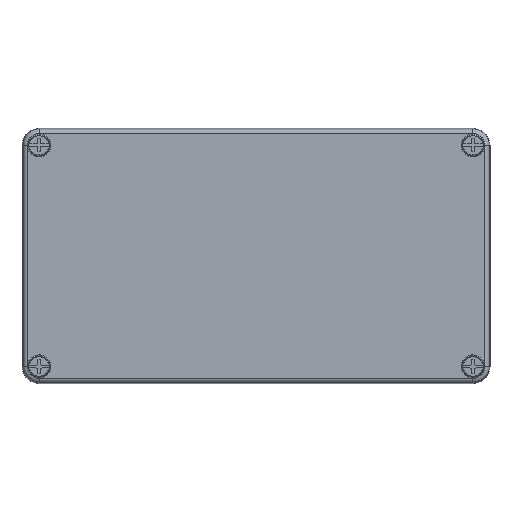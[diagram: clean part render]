
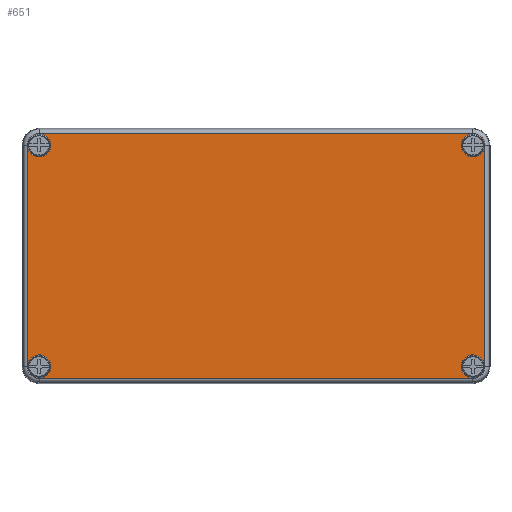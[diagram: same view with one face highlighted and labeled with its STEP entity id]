
A CAD part, top view. The second image highlights one B-rep face of the part: STEP entity #651.
In plain terms, the highlighted planar face has unit normal (0, 0, 1).
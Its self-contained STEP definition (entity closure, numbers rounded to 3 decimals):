
#651 = ADVANCED_FACE( '', ( #1500, #1501, #1502, #1503, #1504 ), #1505, .T. );
#1500 = FACE_BOUND( '', #2485, .T. );
#1501 = FACE_BOUND( '', #2486, .T. );
#1502 = FACE_BOUND( '', #2487, .T. );
#1503 = FACE_BOUND( '', #2488, .T. );
#1504 = FACE_OUTER_BOUND( '', #2489, .T. );
#1505 = PLANE( '', #2490 );
#2485 = EDGE_LOOP( '', ( #5367, #5368 ) );
#2486 = EDGE_LOOP( '', ( #5369, #5370 ) );
#2487 = EDGE_LOOP( '', ( #5371, #5372 ) );
#2488 = EDGE_LOOP( '', ( #5373, #5374 ) );
#2489 = EDGE_LOOP( '', ( #5375, #5376, #5377, #5378, #5379, #5380, #5381, #5382 ) );
#2490 = AXIS2_PLACEMENT_3D( '', #5383, #5384, #5385 );
#5367 = ORIENTED_EDGE( '', *, *, #7167, .T. );
#5368 = ORIENTED_EDGE( '', *, *, #6904, .T. );
#5369 = ORIENTED_EDGE( '', *, *, #7173, .T. );
#5370 = ORIENTED_EDGE( '', *, *, #6889, .T. );
#5371 = ORIENTED_EDGE( '', *, *, #7179, .T. );
#5372 = ORIENTED_EDGE( '', *, *, #6874, .T. );
#5373 = ORIENTED_EDGE( '', *, *, #7185, .T. );
#5374 = ORIENTED_EDGE( '', *, *, #6859, .T. );
#5375 = ORIENTED_EDGE( '', *, *, #7226, .T. );
#5376 = ORIENTED_EDGE( '', *, *, #7220, .T. );
#5377 = ORIENTED_EDGE( '', *, *, #7223, .T. );
#5378 = ORIENTED_EDGE( '', *, *, #7213, .F. );
#5379 = ORIENTED_EDGE( '', *, *, #7227, .F. );
#5380 = ORIENTED_EDGE( '', *, *, #7207, .F. );
#5381 = ORIENTED_EDGE( '', *, *, #7225, .F. );
#5382 = ORIENTED_EDGE( '', *, *, #7202, .T. );
#5383 = CARTESIAN_POINT( '', ( 107.54, -52., 90. ) );
#5384 = DIRECTION( '', ( 0., 0., 1. ) );
#5385 = DIRECTION( '', ( 1., 0., 0. ) );
#6859 = EDGE_CURVE( '', #8275, #8272, #8276, .T. );
#6874 = EDGE_CURVE( '', #8304, #8301, #8305, .T. );
#6889 = EDGE_CURVE( '', #8333, #8330, #8334, .T. );
#6904 = EDGE_CURVE( '', #8362, #8359, #8363, .T. );
#7167 = EDGE_CURVE( '', #8359, #8362, #8799, .T. );
#7173 = EDGE_CURVE( '', #8330, #8333, #8805, .T. );
#7179 = EDGE_CURVE( '', #8301, #8304, #8811, .T. );
#7185 = EDGE_CURVE( '', #8272, #8275, #8817, .T. );
#7202 = EDGE_CURVE( '', #8839, #8837, #8840, .T. );
#7207 = EDGE_CURVE( '', #8847, #8842, #8849, .T. );
#7213 = EDGE_CURVE( '', #8857, #8853, #8859, .T. );
#7220 = EDGE_CURVE( '', #8869, #8867, #8870, .T. );
#7223 = EDGE_CURVE( '', #8867, #8853, #8873, .T. );
#7225 = EDGE_CURVE( '', #8839, #8847, #8875, .T. );
#7226 = EDGE_CURVE( '', #8837, #8869, #8876, .T. );
#7227 = EDGE_CURVE( '', #8842, #8857, #8877, .T. );
#8272 = VERTEX_POINT( '', #10418 );
#8275 = VERTEX_POINT( '', #10422 );
#8276 = CIRCLE( '', #10423, 5.5 );
#8301 = VERTEX_POINT( '', #10455 );
#8304 = VERTEX_POINT( '', #10459 );
#8305 = CIRCLE( '', #10460, 5.5 );
#8330 = VERTEX_POINT( '', #10492 );
#8333 = VERTEX_POINT( '', #10496 );
#8334 = CIRCLE( '', #10497, 5.5 );
#8359 = VERTEX_POINT( '', #10529 );
#8362 = VERTEX_POINT( '', #10533 );
#8363 = CIRCLE( '', #10534, 5.5 );
#8799 = CIRCLE( '', #11138, 5.5 );
#8805 = CIRCLE( '', #11144, 5.5 );
#8811 = CIRCLE( '', #11150, 5.5 );
#8817 = CIRCLE( '', #11156, 5.5 );
#8837 = VERTEX_POINT( '', #11197 );
#8839 = VERTEX_POINT( '', #11199 );
#8840 = CIRCLE( '', #11200, 5.54 );
#8842 = VERTEX_POINT( '', #11202 );
#8847 = VERTEX_POINT( '', #11207 );
#8849 = CIRCLE( '', #11209, 5.54 );
#8853 = VERTEX_POINT( '', #11215 );
#8857 = VERTEX_POINT( '', #11219 );
#8859 = CIRCLE( '', #11221, 5.54 );
#8867 = VERTEX_POINT( '', #11233 );
#8869 = VERTEX_POINT( '', #11235 );
#8870 = CIRCLE( '', #11236, 5.54 );
#8873 = LINE( '', #11240, #11241 );
#8875 = LINE( '', #11244, #11245 );
#8876 = LINE( '', #11246, #11247 );
#8877 = LINE( '', #11248, #11249 );
#10418 = CARTESIAN_POINT( '', ( 107.5, 52., 90. ) );
#10422 = CARTESIAN_POINT( '', ( 96.5, 52., 90. ) );
#10423 = AXIS2_PLACEMENT_3D( '', #13067, #13068, #13069 );
#10455 = CARTESIAN_POINT( '', ( 107.5, -52., 90. ) );
#10459 = CARTESIAN_POINT( '', ( 96.5, -52., 90. ) );
#10460 = AXIS2_PLACEMENT_3D( '', #13096, #13097, #13098 );
#10492 = CARTESIAN_POINT( '', ( -96.5, -52., 90. ) );
#10496 = CARTESIAN_POINT( '', ( -107.5, -52., 90. ) );
#10497 = AXIS2_PLACEMENT_3D( '', #13125, #13126, #13127 );
#10529 = CARTESIAN_POINT( '', ( -96.5, 52., 90. ) );
#10533 = CARTESIAN_POINT( '', ( -107.5, 52., 90. ) );
#10534 = AXIS2_PLACEMENT_3D( '', #13154, #13155, #13156 );
#11138 = AXIS2_PLACEMENT_3D( '', #13676, #13677, #13678 );
#11144 = AXIS2_PLACEMENT_3D( '', #13694, #13695, #13696 );
#11150 = AXIS2_PLACEMENT_3D( '', #13712, #13713, #13714 );
#11156 = AXIS2_PLACEMENT_3D( '', #13730, #13731, #13732 );
#11197 = CARTESIAN_POINT( '', ( 107.54, -52., 90. ) );
#11199 = CARTESIAN_POINT( '', ( 102., -57.54, 90. ) );
#11200 = AXIS2_PLACEMENT_3D( '', #13762, #13763, #13764 );
#11202 = CARTESIAN_POINT( '', ( -107.54, -52., 90. ) );
#11207 = CARTESIAN_POINT( '', ( -102., -57.54, 90. ) );
#11209 = AXIS2_PLACEMENT_3D( '', #13777, #13778, #13779 );
#11215 = CARTESIAN_POINT( '', ( -102., 57.54, 90. ) );
#11219 = CARTESIAN_POINT( '', ( -107.54, 52., 90. ) );
#11221 = AXIS2_PLACEMENT_3D( '', #13791, #13792, #13793 );
#11233 = CARTESIAN_POINT( '', ( 102., 57.54, 90. ) );
#11235 = CARTESIAN_POINT( '', ( 107.54, 52., 90. ) );
#11236 = AXIS2_PLACEMENT_3D( '', #13804, #13805, #13806 );
#11240 = CARTESIAN_POINT( '', ( 102., 57.54, 90. ) );
#11241 = VECTOR( '', #13811, 1. );
#11244 = CARTESIAN_POINT( '', ( 102., -57.54, 90. ) );
#11245 = VECTOR( '', #13813, 1. );
#11246 = CARTESIAN_POINT( '', ( 107.54, -52., 90. ) );
#11247 = VECTOR( '', #13814, 1. );
#11248 = CARTESIAN_POINT( '', ( -107.54, -52., 90. ) );
#11249 = VECTOR( '', #13815, 1. );
#13067 = CARTESIAN_POINT( '', ( 102., 52., 90. ) );
#13068 = DIRECTION( '', ( 0., 0., -1. ) );
#13069 = DIRECTION( '', ( 1., 0., 0. ) );
#13096 = CARTESIAN_POINT( '', ( 102., -52., 90. ) );
#13097 = DIRECTION( '', ( 0., 0., -1. ) );
#13098 = DIRECTION( '', ( 1., 0., 0. ) );
#13125 = CARTESIAN_POINT( '', ( -102., -52., 90. ) );
#13126 = DIRECTION( '', ( 0., 0., -1. ) );
#13127 = DIRECTION( '', ( 1., 0., 0. ) );
#13154 = CARTESIAN_POINT( '', ( -102., 52., 90. ) );
#13155 = DIRECTION( '', ( 0., 0., -1. ) );
#13156 = DIRECTION( '', ( 1., 0., 0. ) );
#13676 = CARTESIAN_POINT( '', ( -102., 52., 90. ) );
#13677 = DIRECTION( '', ( 0., 0., -1. ) );
#13678 = DIRECTION( '', ( 1., 0., 0. ) );
#13694 = CARTESIAN_POINT( '', ( -102., -52., 90. ) );
#13695 = DIRECTION( '', ( 0., 0., -1. ) );
#13696 = DIRECTION( '', ( 1., 0., 0. ) );
#13712 = CARTESIAN_POINT( '', ( 102., -52., 90. ) );
#13713 = DIRECTION( '', ( 0., 0., -1. ) );
#13714 = DIRECTION( '', ( 1., 0., 0. ) );
#13730 = CARTESIAN_POINT( '', ( 102., 52., 90. ) );
#13731 = DIRECTION( '', ( 0., 0., -1. ) );
#13732 = DIRECTION( '', ( 1., 0., 0. ) );
#13762 = CARTESIAN_POINT( '', ( 102., -52., 90. ) );
#13763 = DIRECTION( '', ( 0., 0., 1. ) );
#13764 = DIRECTION( '', ( 0., -1., 0. ) );
#13777 = CARTESIAN_POINT( '', ( -102., -52., 90. ) );
#13778 = DIRECTION( '', ( 0., 0., -1. ) );
#13779 = DIRECTION( '', ( 0., -1., 0. ) );
#13791 = CARTESIAN_POINT( '', ( -102., 52., 90. ) );
#13792 = DIRECTION( '', ( 0., 0., -1. ) );
#13793 = DIRECTION( '', ( -1., 0., 0. ) );
#13804 = CARTESIAN_POINT( '', ( 102., 52., 90. ) );
#13805 = DIRECTION( '', ( 0., 0., 1. ) );
#13806 = DIRECTION( '', ( 1., 0., 0. ) );
#13811 = DIRECTION( '', ( -1., 0., 0. ) );
#13813 = DIRECTION( '', ( -1., 0., 0. ) );
#13814 = DIRECTION( '', ( 0., 1., 0. ) );
#13815 = DIRECTION( '', ( 0., 1., 0. ) );
